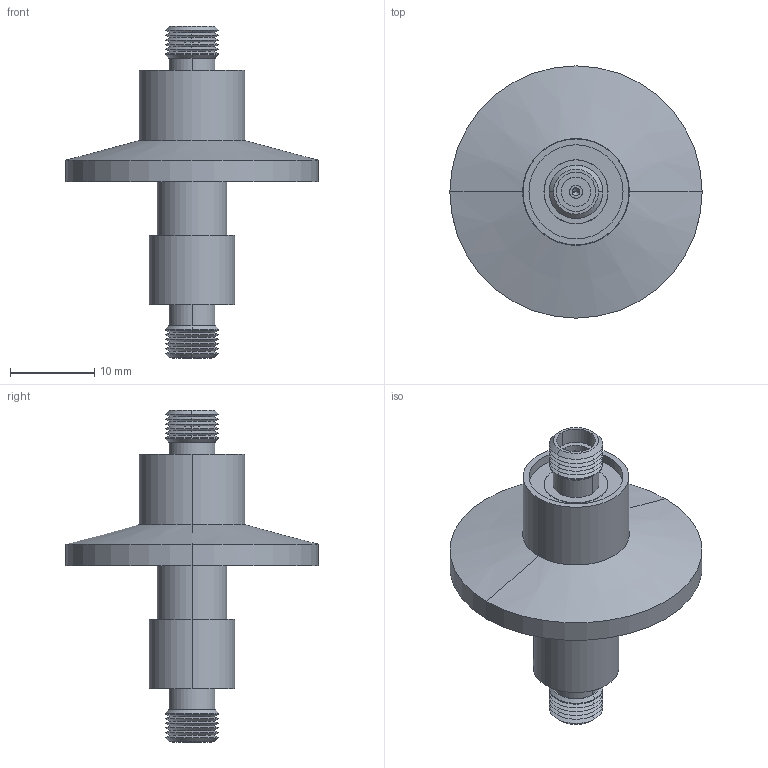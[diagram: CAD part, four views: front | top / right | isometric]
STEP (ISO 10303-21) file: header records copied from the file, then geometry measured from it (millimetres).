
FILE_DESCRIPTION (( 'STEP AP203' ), '1' );
FILE_NAME ('A2127-1-QF.STEP', '2012-04-09T16:47:08', ( '' ), ( '' ), 'SwSTEP 2.0', 'SolidWorks 2011', '' );
FILE_SCHEMA (( 'CONFIG_CONTROL_DESIGN' ));
Length unit declared in the file: inch
Products named in the file (1): A2127-1-QF
Bounding box: 29.97 x 29.97 x 39.45 mm (x, y, z)
Volume: 4240.7 mm3; surface area: 4127.1 mm2
Topology: 1 solids, 2 shells, 176 faces, 427 edges, 270 vertices
Faces by surface type: cone 65, cylinder 56, plane 55
Entity records: 5250 total; most frequent: DIRECTION 1007, CARTESIAN_POINT 866, ORIENTED_EDGE 838, EDGE_CURVE 419, AXIS2_PLACEMENT_3D 411, VERTEX_POINT 270, CIRCLE 234, EDGE_LOOP 199
